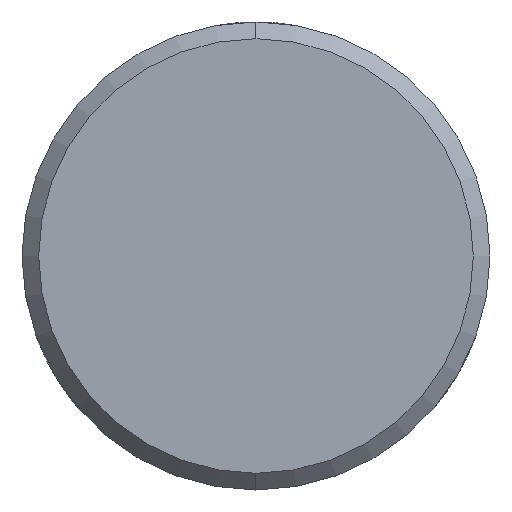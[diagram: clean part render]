
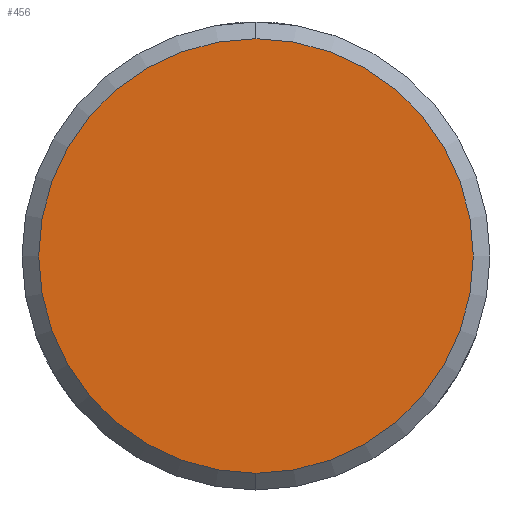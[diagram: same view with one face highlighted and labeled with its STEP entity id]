
A CAD part, left-side view. The second image highlights one B-rep face of the part: STEP entity #456.
In plain terms, the highlighted planar face has unit normal (-1, 0, 0).
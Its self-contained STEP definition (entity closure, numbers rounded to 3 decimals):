
#46 = EDGE_CURVE ( 'NONE', #522, #233, #74, .T. ) ;
#70 = ORIENTED_EDGE ( 'NONE', *, *, #973, .T. ) ;
#74 = CIRCLE ( 'NONE', #728, 13. ) ;
#123 = CARTESIAN_POINT ( 'NONE',  ( -65.35, 0., -13. ) ) ;
#192 = DIRECTION ( 'NONE',  ( -1., 0., 0. ) ) ;
#233 = VERTEX_POINT ( 'NONE', #123 ) ;
#309 = CARTESIAN_POINT ( 'NONE',  ( -65.35, -13.156, 13.156 ) ) ;
#315 = PLANE ( 'NONE',  #778 ) ;
#336 = AXIS2_PLACEMENT_3D ( 'NONE', #903, #192, #1083 ) ;
#403 = DIRECTION ( 'NONE',  ( 1., 0., 0. ) ) ;
#440 = DIRECTION ( 'NONE',  ( 0., 0., -1. ) ) ;
#456 = ADVANCED_FACE ( 'NONE', ( #882 ), #315, .F. ) ;
#484 = EDGE_LOOP ( 'NONE', ( #70, #931 ) ) ;
#522 = VERTEX_POINT ( 'NONE', #950 ) ;
#525 = CIRCLE ( 'NONE', #336, 13. ) ;
#581 = DIRECTION ( 'NONE',  ( 0., 0., -1. ) ) ;
#728 = AXIS2_PLACEMENT_3D ( 'NONE', #884, #981, #440 ) ;
#778 = AXIS2_PLACEMENT_3D ( 'NONE', #309, #403, #581 ) ;
#882 = FACE_OUTER_BOUND ( 'NONE', #484, .T. ) ;
#884 = CARTESIAN_POINT ( 'NONE',  ( -65.35, 0., 0. ) ) ;
#903 = CARTESIAN_POINT ( 'NONE',  ( -65.35, 0., 0. ) ) ;
#931 = ORIENTED_EDGE ( 'NONE', *, *, #46, .T. ) ;
#950 = CARTESIAN_POINT ( 'NONE',  ( -65.35, 0., 13. ) ) ;
#973 = EDGE_CURVE ( 'NONE', #233, #522, #525, .T. ) ;
#981 = DIRECTION ( 'NONE',  ( -1., 0., 0. ) ) ;
#1083 = DIRECTION ( 'NONE',  ( 0., 0., -1. ) ) ;
